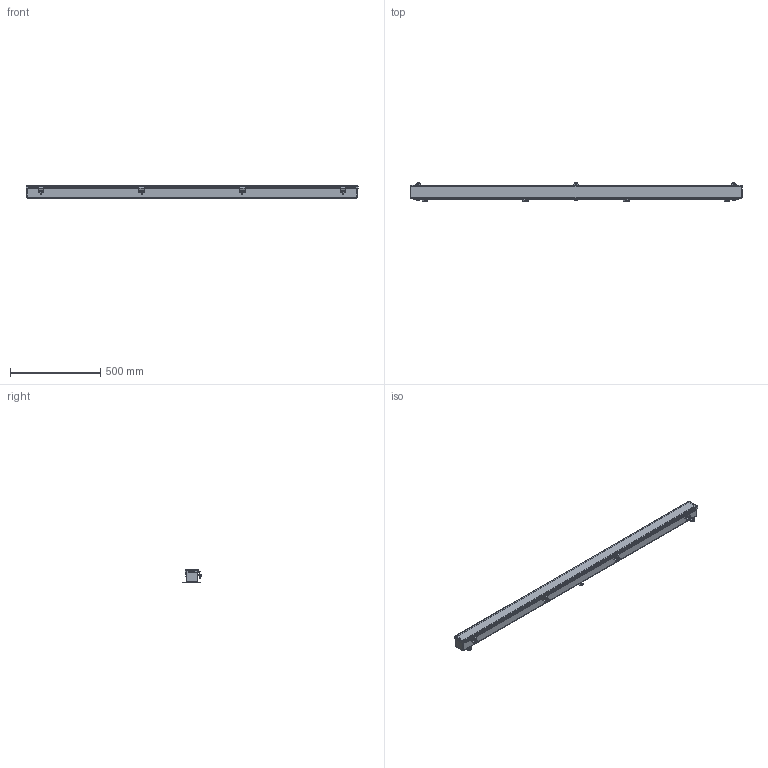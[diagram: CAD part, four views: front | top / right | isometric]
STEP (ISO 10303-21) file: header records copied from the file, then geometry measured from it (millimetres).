
FILE_DESCRIPTION (( 'STEP AP214' ), '1' );
FILE_NAME ('T2272CHSS.STEP', '2020-05-14T14:16:07', ( '' ), ( '' ), 'SwSTEP 2.0', 'SolidWorks 2019', '' );
FILE_SCHEMA (( 'AUTOMOTIVE_DESIGN' ));
Length unit declared in the file: inch
Products named in the file (1): T2272CHSS
Bounding box: 1836.74 x 104.1 x 71.67 mm (x, y, z)
Volume: 1401435.6 mm3; surface area: 1464627.4 mm2
Topology: 23 solids, 23 shells, 1144 faces, 3185 edges, 2106 vertices
Faces by surface type: plane 685, cylinder 413, bspline 38, torus 4, cone 4
Full cylindrical faces by diameter (mm): 2.54 x1, 2.794 x16, 2.957 x142, 4.978 x4, 6.35 x4, 7.144 x6, 8.738 x4, 10.402 x4
Entity records: 52924 total; most frequent: CARTESIAN_POINT 8257, ORIENTED_EDGE 5928, DIRECTION 5904, EDGE_CURVE 2964, VERTEX_POINT 2090, LINE 2038, VECTOR 2038, AXIS2_PLACEMENT_3D 1933
